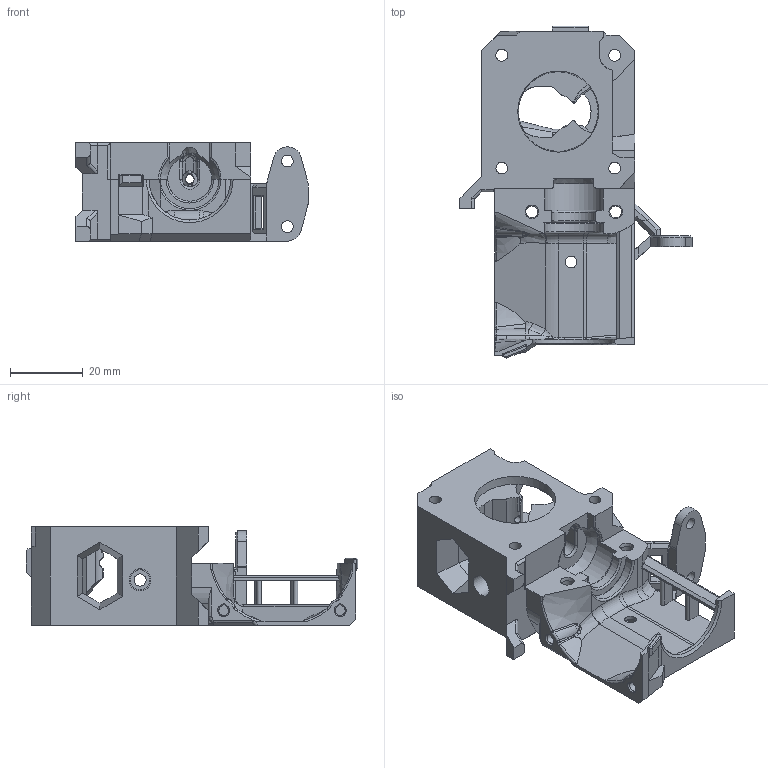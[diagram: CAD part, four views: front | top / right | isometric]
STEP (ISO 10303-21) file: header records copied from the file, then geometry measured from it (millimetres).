
FILE_DESCRIPTION(/* description */ (''),/* implementation_level */ '2;1');
FILE_NAME(/* name */ '9c203b9e-e60c-4ebd-8ae6-abf0cfa2f4ca.stp',/* time_stamp */ '2020-03-26T23:01:39+00:00',/* author */ (''),/* organization */ (''),/* preprocessor_version */ 'ST-DEVELOPER v18',/* originating_system */ 'Autodesk Translation Framework v8.12.0.6',/* authorisation */ '');
FILE_SCHEMA (('AUTOMOTIVE_DESIGN { 1 0 10303 214 3 1 1 }'));
Length unit declared in the file: millimetre
Products named in the file (2): extruder_body_bltouch_190604; body
Assembly tree (1 placements, depth 2):
  extruder_body_bltouch_190604
    body
Bounding box: 63.72 x 91.12 x 27 mm (x, y, z)
Volume: 38546 mm3; surface area: 19565 mm2
Topology: 1 solids, 7 shells, 647 faces, 1747 edges, 1098 vertices
Faces by surface type: plane 407, cylinder 114, bspline 67, cone 39, torus 18, sphere 2
Full cylindrical faces by diameter (mm): 3.2 x2, 3.25 x5, 3.3 x3, 5.8 x1, 6 x1
Entity records: 22240 total; most frequent: CARTESIAN_POINT 6265, ORIENTED_EDGE 3476, DIRECTION 3100, EDGE_CURVE 1738, LINE 1120, VECTOR 1120, VERTEX_POINT 1096, AXIS2_PLACEMENT_3D 990
